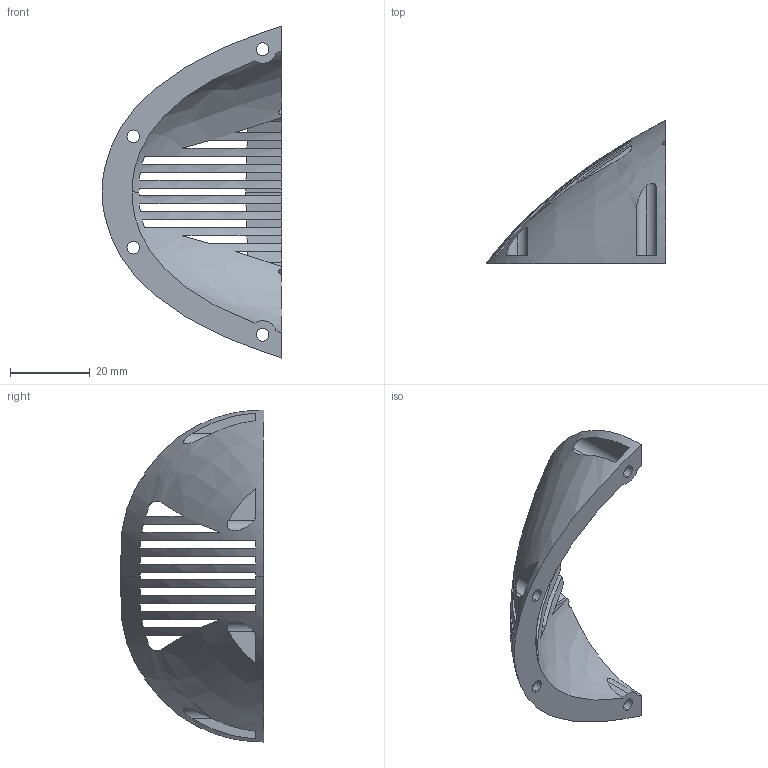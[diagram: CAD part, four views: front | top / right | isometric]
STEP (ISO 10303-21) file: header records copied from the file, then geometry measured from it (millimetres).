
FILE_DESCRIPTION (( 'STEP AP214' ), '1' );
FILE_NAME ('NOSE TOP.STEP', '2024-10-19T16:06:39', ( '' ), ( '' ), 'SwSTEP 2.0', 'SolidWorks 2023', '' );
FILE_SCHEMA (( 'AUTOMOTIVE_DESIGN' ));
Length unit declared in the file: millimetre
Products named in the file (1): NOSE TOP
Bounding box: 45.12 x 36 x 83.27 mm (x, y, z)
Volume: 17310.3 mm3; surface area: 12360 mm2
Topology: 1 solids, 1 shells, 81 faces, 254 edges, 169 vertices
Faces by surface type: plane 37, cylinder 26, bspline 18
Entity records: 7048 total; most frequent: CARTESIAN_POINT 5002, ORIENTED_EDGE 508, DIRECTION 283, EDGE_CURVE 254, VERTEX_POINT 169, B_SPLINE_CURVE_WITH_KNOTS 131, EDGE_LOOP 101, AXIS2_PLACEMENT_3D 96
